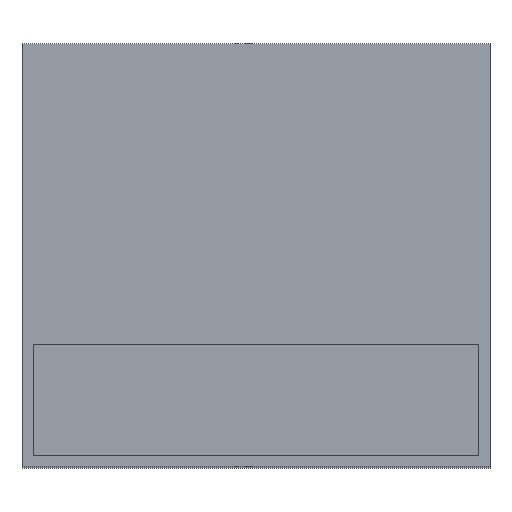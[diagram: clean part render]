
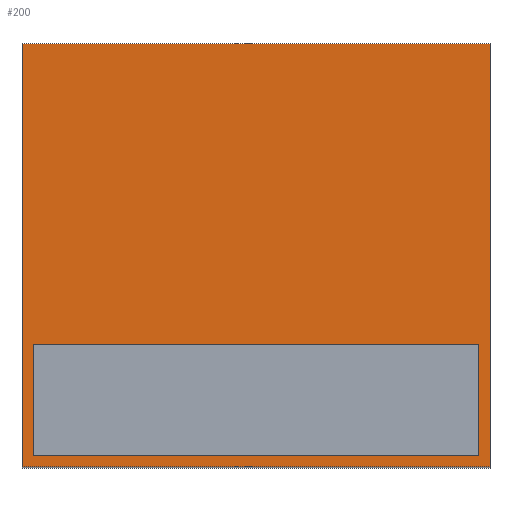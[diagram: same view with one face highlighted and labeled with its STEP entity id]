
A CAD part, top view. The second image highlights one B-rep face of the part: STEP entity #200.
In plain terms, the highlighted planar face has unit normal (0, 0, 1).
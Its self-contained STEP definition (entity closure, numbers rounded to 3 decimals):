
#14=FACE_BOUND('',#36,.T.);
#24=FACE_OUTER_BOUND('',#35,.T.);
#35=EDGE_LOOP('',(#162,#163,#164,#165));
#36=EDGE_LOOP('',(#166,#167,#168,#169));
#38=LINE('',#279,#62);
#42=LINE('',#287,#66);
#45=LINE('',#293,#69);
#48=LINE('',#298,#72);
#52=LINE('',#308,#76);
#55=LINE('',#314,#79);
#58=LINE('',#320,#82);
#61=LINE('',#324,#85);
#62=VECTOR('',#231,10.);
#66=VECTOR('',#237,10.);
#69=VECTOR('',#242,10.);
#72=VECTOR('',#247,10.);
#76=VECTOR('',#255,10.);
#79=VECTOR('',#260,10.);
#82=VECTOR('',#265,10.);
#85=VECTOR('',#270,10.);
#86=VERTEX_POINT('',#277);
#87=VERTEX_POINT('',#278);
#90=VERTEX_POINT('',#286);
#92=VERTEX_POINT('',#292);
#96=VERTEX_POINT('',#305);
#97=VERTEX_POINT('',#307);
#99=VERTEX_POINT('',#313);
#101=VERTEX_POINT('',#319);
#102=EDGE_CURVE('',#86,#87,#38,.T.);
#106=EDGE_CURVE('',#87,#90,#42,.T.);
#109=EDGE_CURVE('',#90,#92,#45,.T.);
#112=EDGE_CURVE('',#92,#86,#48,.T.);
#116=EDGE_CURVE('',#97,#96,#52,.T.);
#119=EDGE_CURVE('',#99,#97,#55,.T.);
#122=EDGE_CURVE('',#101,#99,#58,.T.);
#125=EDGE_CURVE('',#96,#101,#61,.T.);
#162=ORIENTED_EDGE('',*,*,#125,.T.);
#163=ORIENTED_EDGE('',*,*,#122,.T.);
#164=ORIENTED_EDGE('',*,*,#119,.T.);
#165=ORIENTED_EDGE('',*,*,#116,.T.);
#166=ORIENTED_EDGE('',*,*,#102,.T.);
#167=ORIENTED_EDGE('',*,*,#106,.T.);
#168=ORIENTED_EDGE('',*,*,#109,.T.);
#169=ORIENTED_EDGE('',*,*,#112,.T.);
#183=PLANE('',#225);
#200=ADVANCED_FACE('',(#24,#14),#183,.T.);
#225=AXIS2_PLACEMENT_3D('',#325,#271,#272);
#231=DIRECTION('',(0.,1.,0.));
#237=DIRECTION('',(1.,0.,0.));
#242=DIRECTION('',(0.,-1.,0.));
#247=DIRECTION('',(-1.,0.,0.));
#255=DIRECTION('',(0.,-1.,0.));
#260=DIRECTION('',(-1.,0.,0.));
#265=DIRECTION('',(0.,1.,0.));
#270=DIRECTION('',(1.,0.,0.));
#271=DIRECTION('center_axis',(0.,0.,1.));
#272=DIRECTION('ref_axis',(1.,0.,0.));
#277=CARTESIAN_POINT('',(1.,-37.,76.));
#278=CARTESIAN_POINT('',(1.,-27.,76.));
#279=CARTESIAN_POINT('',(1.,-23.,76.));
#286=CARTESIAN_POINT('',(41.,-27.,76.));
#287=CARTESIAN_POINT('',(31.,-27.,76.));
#292=CARTESIAN_POINT('',(41.,-37.,76.));
#293=CARTESIAN_POINT('',(41.,-28.,76.));
#298=CARTESIAN_POINT('',(11.,-37.,76.));
#305=CARTESIAN_POINT('',(0.,-38.,76.));
#307=CARTESIAN_POINT('',(0.,0.,76.));
#308=CARTESIAN_POINT('',(0.,-38.,76.));
#313=CARTESIAN_POINT('',(42.,0.,76.));
#314=CARTESIAN_POINT('',(0.,0.,76.));
#319=CARTESIAN_POINT('',(42.,-38.,76.));
#320=CARTESIAN_POINT('',(42.,0.,76.));
#324=CARTESIAN_POINT('',(42.,-38.,76.));
#325=CARTESIAN_POINT('Origin',(21.,-19.,76.));
